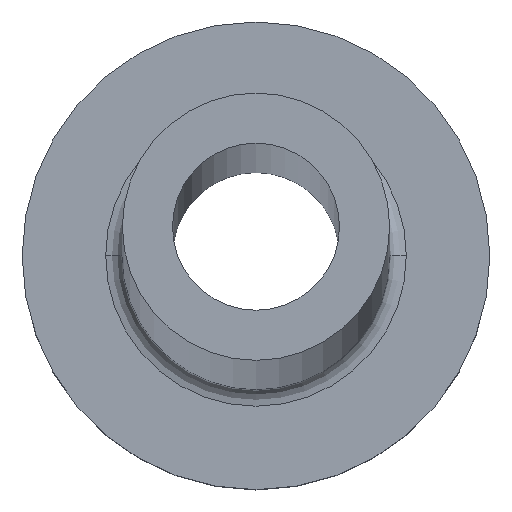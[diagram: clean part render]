
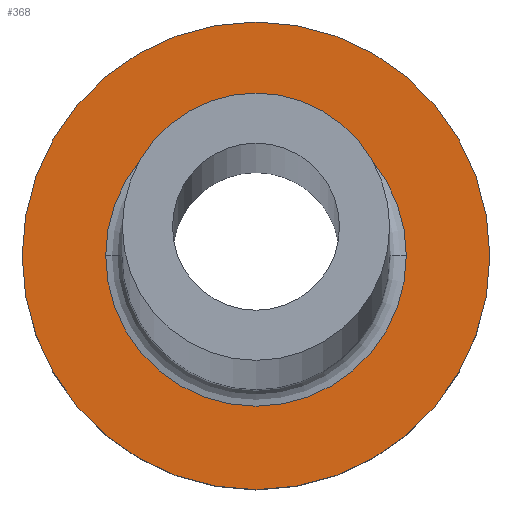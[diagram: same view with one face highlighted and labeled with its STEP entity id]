
A CAD part, top view. The second image highlights one B-rep face of the part: STEP entity #368.
In plain terms, the highlighted planar face has unit normal (0, 0, 1).
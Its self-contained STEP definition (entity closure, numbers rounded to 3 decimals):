
#10 = CARTESIAN_POINT ( 'NONE',  ( 0., 0., 5. ) ) ;
#15 = CARTESIAN_POINT ( 'NONE',  ( 0., 0., 5. ) ) ;
#28 = AXIS2_PLACEMENT_3D ( 'NONE', #228, #90, #265 ) ;
#40 = DIRECTION ( 'NONE',  ( 0., 0., 1. ) ) ;
#84 = VERTEX_POINT ( 'NONE', #122 ) ;
#90 = DIRECTION ( 'NONE',  ( 0., 0., 1. ) ) ;
#119 = DIRECTION ( 'NONE',  ( 0., 0., -1. ) ) ;
#122 = CARTESIAN_POINT ( 'NONE',  ( -7., 0., 5. ) ) ;
#123 = CIRCLE ( 'NONE', #28, 7. ) ;
#133 = DIRECTION ( 'NONE',  ( 0., 0., -1. ) ) ;
#151 = EDGE_CURVE ( 'NONE', #312, #198, #359, .T. ) ;
#154 = FACE_BOUND ( 'NONE', #185, .T. ) ;
#166 = DIRECTION ( 'NONE',  ( 1., 0., 0. ) ) ;
#170 = EDGE_LOOP ( 'NONE', ( #314, #232 ) ) ;
#175 = CARTESIAN_POINT ( 'NONE',  ( 0., 0., 5. ) ) ;
#179 = DIRECTION ( 'NONE',  ( 1., 0., 0. ) ) ;
#185 = EDGE_LOOP ( 'NONE', ( #347, #260 ) ) ;
#198 = VERTEX_POINT ( 'NONE', #250 ) ;
#202 = DIRECTION ( 'NONE',  ( 0., 0., 1. ) ) ;
#204 = AXIS2_PLACEMENT_3D ( 'NONE', #10, #133, #248 ) ;
#222 = EDGE_CURVE ( 'NONE', #282, #84, #362, .T. ) ;
#228 = CARTESIAN_POINT ( 'NONE',  ( 0., 0., 5. ) ) ;
#232 = ORIENTED_EDGE ( 'NONE', *, *, #222, .T. ) ;
#248 = DIRECTION ( 'NONE',  ( 1., 0., 0. ) ) ;
#250 = CARTESIAN_POINT ( 'NONE',  ( 4.5, 0., 5. ) ) ;
#252 = CARTESIAN_POINT ( 'NONE',  ( -4.5, 0., 5. ) ) ;
#256 = AXIS2_PLACEMENT_3D ( 'NONE', #15, #40, #166 ) ;
#260 = ORIENTED_EDGE ( 'NONE', *, *, #151, .T. ) ;
#262 = DIRECTION ( 'NONE',  ( 1., 0., 0. ) ) ;
#265 = DIRECTION ( 'NONE',  ( 1., 0., 0. ) ) ;
#282 = VERTEX_POINT ( 'NONE', #341 ) ;
#285 = AXIS2_PLACEMENT_3D ( 'NONE', #175, #202, #262 ) ;
#312 = VERTEX_POINT ( 'NONE', #252 ) ;
#313 = CARTESIAN_POINT ( 'NONE',  ( 0., 0., 5. ) ) ;
#314 = ORIENTED_EDGE ( 'NONE', *, *, #328, .T. ) ;
#328 = EDGE_CURVE ( 'NONE', #84, #282, #123, .T. ) ;
#341 = CARTESIAN_POINT ( 'NONE',  ( 7., 0., 5. ) ) ;
#346 = EDGE_CURVE ( 'NONE', #198, #312, #360, .T. ) ;
#347 = ORIENTED_EDGE ( 'NONE', *, *, #346, .T. ) ;
#351 = FACE_OUTER_BOUND ( 'NONE', #170, .T. ) ;
#353 = AXIS2_PLACEMENT_3D ( 'NONE', #313, #119, #179 ) ;
#359 = CIRCLE ( 'NONE', #204, 4.5 ) ;
#360 = CIRCLE ( 'NONE', #353, 4.5 ) ;
#362 = CIRCLE ( 'NONE', #256, 7. ) ;
#368 = ADVANCED_FACE ( 'NONE', ( #154, #351 ), #377, .T. ) ;
#377 = PLANE ( 'NONE',  #285 ) ;
